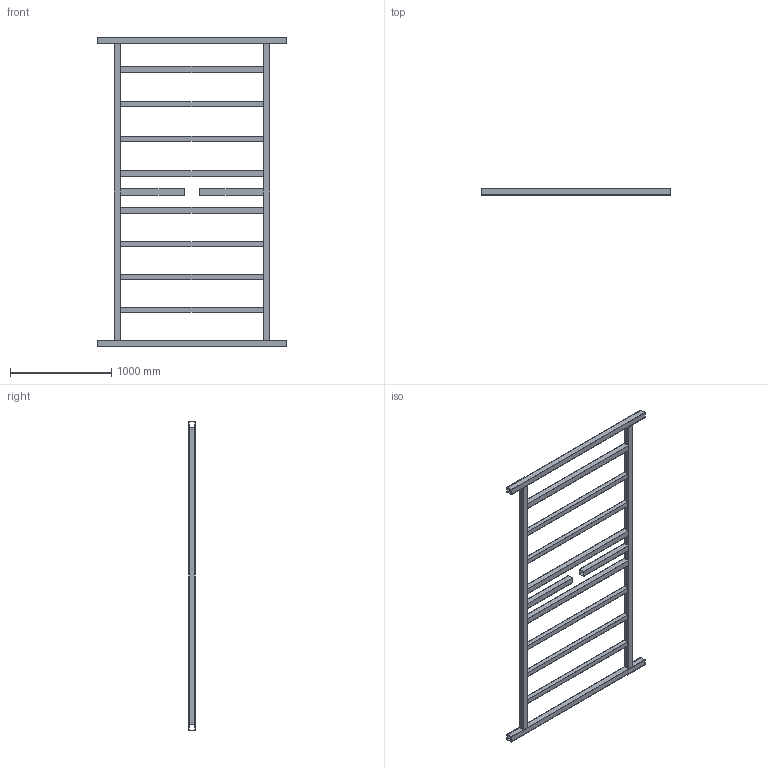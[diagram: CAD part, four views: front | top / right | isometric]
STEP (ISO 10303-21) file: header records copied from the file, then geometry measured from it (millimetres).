
FILE_DESCRIPTION (( 'STEP AP203' ), '1' );
FILE_NAME ('CHASIS TIPPER 10X5.STEP', '2024-07-18T11:17:33', ( '' ), ( '' ), 'SwSTEP 2.0', 'SolidWorks 2021', '' );
FILE_SCHEMA (( 'CONFIG_CONTROL_DESIGN' ));
Length unit declared in the file: millimetre
Products named in the file (6): CROSS MEMBRANE; OUTER PIPE 1; CHASIS TIPPER 10X5; OUTER PIPE 2; CROSS MEMBRANE 50; CROSS MEMBRANE 60
Assembly tree (13 placements, depth 2):
  CHASIS TIPPER 10X5
    OUTER PIPE 1  x2
    OUTER PIPE 2  x2
    CROSS MEMBRANE 60  x3
    CROSS MEMBRANE 50  x5
    CROSS MEMBRANE
Bounding box: 1870 x 60 x 3048 mm (x, y, z)
Volume: 13024656 mm3; surface area: 9601656 mm2
Topology: 14 solids, 14 shells, 140 faces, 336 edges, 224 vertices
Faces by surface type: plane 140
Entity records: 2618 total; most frequent: CARTESIAN_POINT 316, DIRECTION 296, ORIENTED_EDGE 288, EDGE_CURVE 144, LINE 144, VECTOR 144, VERTEX_POINT 96, AXIS2_PLACEMENT_3D 76
